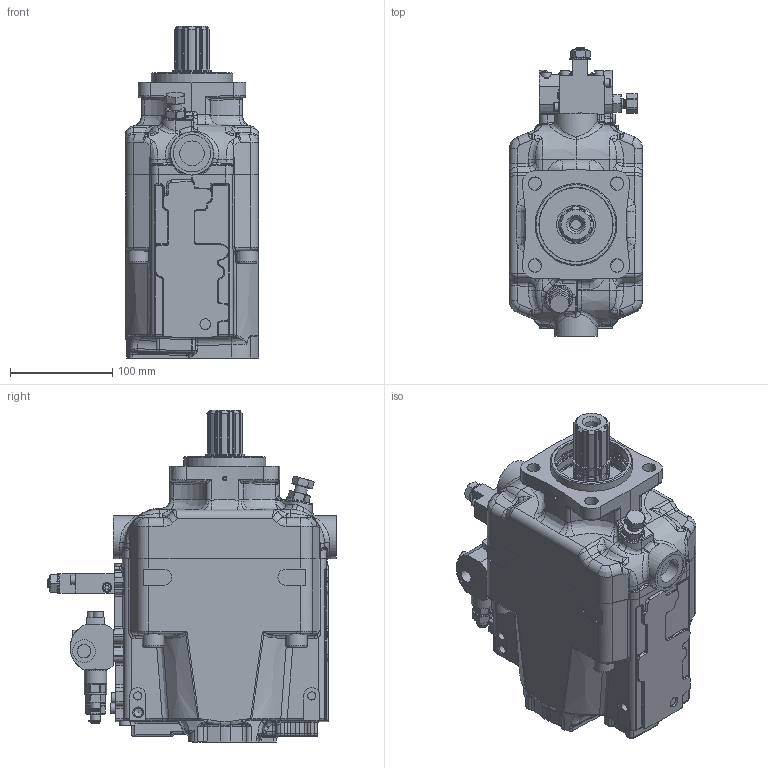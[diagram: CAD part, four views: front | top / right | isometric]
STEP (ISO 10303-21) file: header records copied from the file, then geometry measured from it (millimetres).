
FILE_DESCRIPTION(/* description */ ('Aufstellung N90'),/* implementation_level */ '2;1');
FILE_NAME(/* name */ 'V60N-130 LDY-1-LSP.stp',/* time_stamp */ '2021-05-18T17:26:55+02:00',/* author */ ('hrubyl'),/* organization */ (''),/* preprocessor_version */ 'ST-DEVELOPER v18',/* originating_system */ 'Autodesk Inventor 2020',/* authorisation */ '');
FILE_SCHEMA (('AUTOMOTIVE_DESIGN { 1 0 10303 214 3 1 1 }'));
Products named in the file (22): Aufstellung N130; Front (Y) DIN - N130; Welle (D) DIN - N130; Hubbegr. M12; Gehäuse (1) L - N130; 10 DE 79 93210 00-3D; L-Regler; LSP Regler; 9; 10; 11; 12; 13; 14; 15; 16; 17; 18; 19; 20; 21; 22
Assembly tree (24 placements, depth 3):
  Aufstellung N130
    Front (Y) DIN - N130
    Welle (D) DIN - N130
    Hubbegr. M12
    Gehäuse (1) L - N130
    10 DE 79 93210 00-3D  x4
    L-Regler
    LSP Regler
      9
      10
      11
      12
      13
      14
      15
      16
      17
      18
      19
      20
      21
      22
Bounding box: 130 x 282 x 324.35 mm (x, y, z)
Volume: 5585143.3 mm3; surface area: 397026.3 mm2
Topology: 24 solids, 24 shells, 2285 faces, 5703 edges, 3494 vertices
Faces by surface type: cylinder 720, plane 675, bspline 571, cone 198, torus 111, sphere 10
Full cylindrical faces by diameter (mm): 2.6 x1, 2.8 x10, 3 x2, 3.5 x2, 4 x2, 4.134 x2, 4.2 x1, 4.8 x2, 4.917 x2, 5 x4, 5.4 x2, 5.5 x1, 6 x17, 6.1 x3, 6.4 x4, 6.5 x1, 6.647 x4, 6.8 x1, 6.9 x1, 7 x8, 7.98 x1, 8 x4, 8.376 x2, 8.5 x4, 8.6 x1, 8.8 x1, 9 x6, 9.5 x7, 10 x13, 10.106 x2
Entity records: 92921 total; most frequent: CARTESIAN_POINT 39761, ORIENTED_EDGE 10950, DIRECTION 10341, EDGE_CURVE 5475, AXIS2_PLACEMENT_3D 4223, VERTEX_POINT 3407, EDGE_LOOP 2431, FACE_OUTER_BOUND 2240
